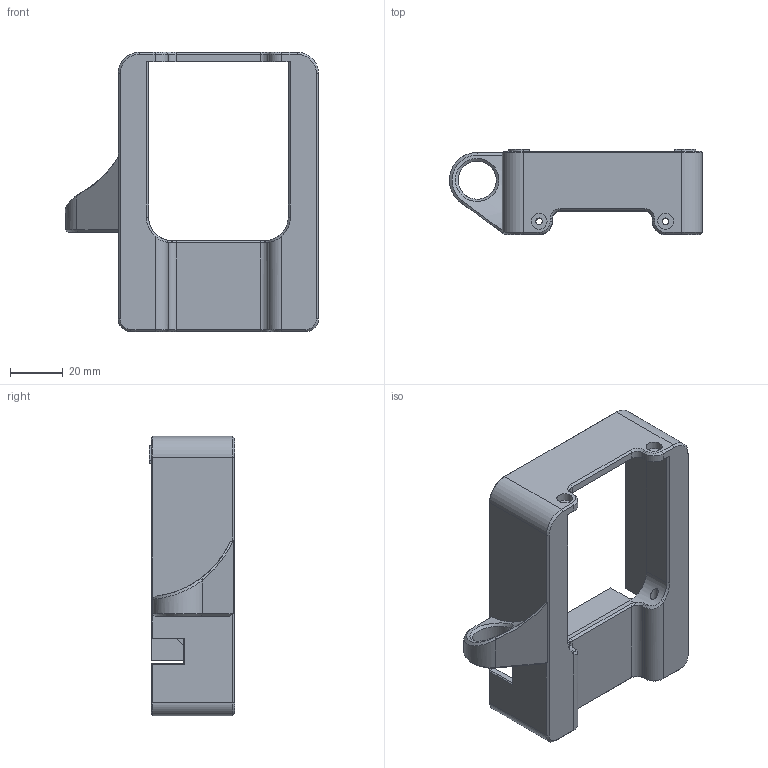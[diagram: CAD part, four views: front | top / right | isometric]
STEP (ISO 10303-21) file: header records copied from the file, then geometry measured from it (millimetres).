
FILE_DESCRIPTION(/* description */ (''),/* implementation_level */ '2;1');
FILE_NAME(/* name */ 'armpit_OSSM_Reference_PCB_Housing_V2_StrainRelief_Top_Reinforced_Widened.step',/* time_stamp */ '2024-06-19T07:59:03-04:00',/* author */ (''),/* organization */ (''),/* preprocessor_version */ 'ST-DEVELOPER v20',/* originating_system */ 'Autodesk Translation Framework v13.14.0.145',/* authorisation */ '');
FILE_SCHEMA (('AUTOMOTIVE_DESIGN { 1 0 10303 214 3 1 1 }'));
Length unit declared in the file: millimetre
Products named in the file (1): OSSM Reference PCB Housing V2 board
Bounding box: 96 x 32.4 x 106 mm (x, y, z)
Volume: 62821.2 mm3; surface area: 32378.6 mm2
Topology: 1 solids, 1 shells, 501 faces, 1402 edges, 906 vertices
Faces by surface type: cylinder 333, plane 112, cone 30, bspline 26
Full cylindrical faces by diameter (mm): 2.529 x74, 3 x2, 3.086 x38, 6 x4, 14.5 x1
Entity records: 33475 total; most frequent: CARTESIAN_POINT 21883, ORIENTED_EDGE 2796, DIRECTION 1808, EDGE_CURVE 1398, VERTEX_POINT 906, B_SPLINE_CURVE_WITH_KNOTS 663, LINE 614, VECTOR 614
